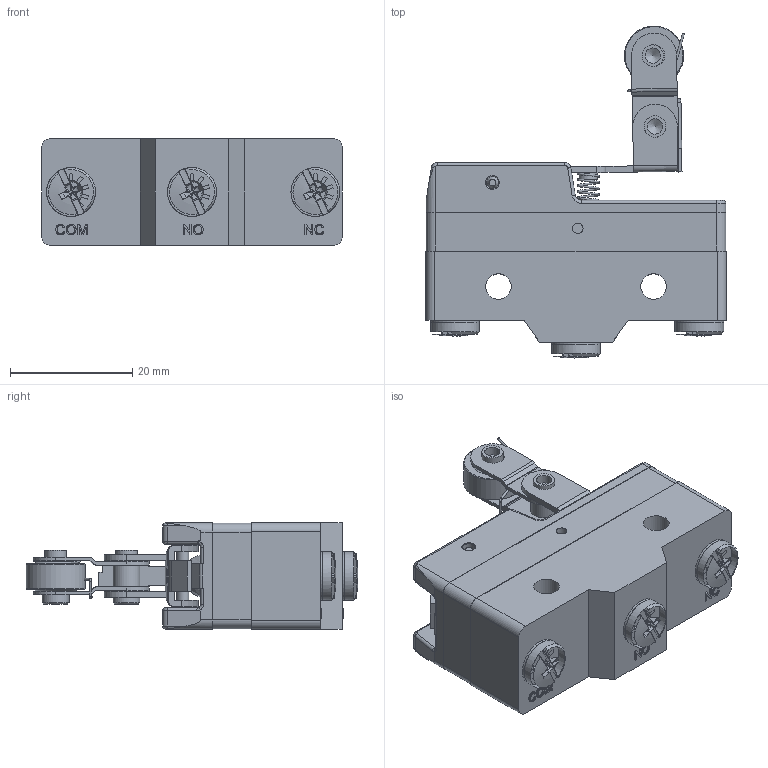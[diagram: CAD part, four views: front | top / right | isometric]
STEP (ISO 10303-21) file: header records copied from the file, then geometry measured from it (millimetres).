
FILE_DESCRIPTION (( 'STEP AP214' ), '1' );
FILE_NAME ('176-MS (Screw Terminal)-Uni Directional Short Hinge Roller Lever.STEP', '2019-01-23T13:50:41', ( '' ), ( '' ), 'SwSTEP 2.0', 'SolidWorks 2018', '' );
FILE_SCHEMA (( 'AUTOMOTIVE_DESIGN' ));
Length unit declared in the file: inch
Products named in the file (1): 176-MS (Screw Terminal)-Uni Directional Short Hinge Roller Lever
Bounding box: 49.2 x 54.34 x 17.45 mm (x, y, z)
Volume: 18509.9 mm3; surface area: 11837 mm2
Topology: 17 solids, 17 shells, 686 faces, 1735 edges, 1046 vertices
Faces by surface type: plane 295, cylinder 193, bspline 173, cone 17, torus 8
Full cylindrical faces by diameter (mm): 0.34 x4, 1.7 x3, 2 x3, 2.02 x1, 2.5 x3, 3 x1, 3.5 x3, 3.55 x2, 3.8 x3, 4.2 x2, 4.4 x3, 4.5 x5, 4.6 x1, 5 x1, 5.508 x1, 6 x3, 8 x6, 9.7 x1
Entity records: 31633 total; most frequent: CARTESIAN_POINT 14977, ORIENTED_EDGE 3134, DIRECTION 2734, EDGE_CURVE 1567, VERTEX_POINT 1019, AXIS2_PLACEMENT_3D 950, VECTOR 834, LINE 834
